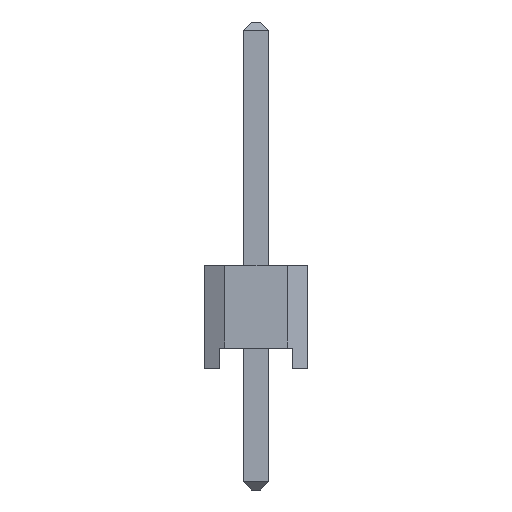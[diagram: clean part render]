
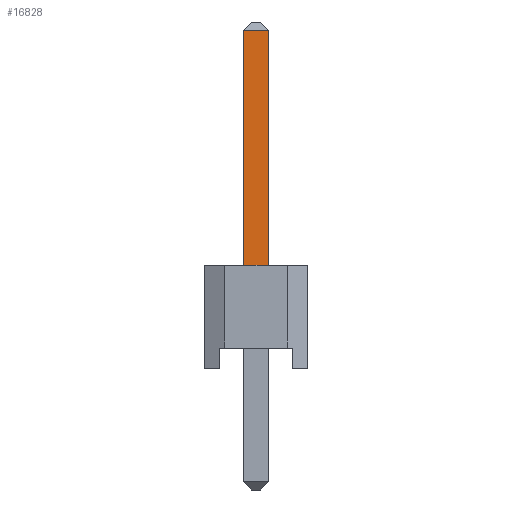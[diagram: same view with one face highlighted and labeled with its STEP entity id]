
A CAD part, left-side view. The second image highlights one B-rep face of the part: STEP entity #16828.
In plain terms, the highlighted planar face has unit normal (-1, 0, 0).
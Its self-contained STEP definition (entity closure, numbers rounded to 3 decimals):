
#2516=ORIENTED_EDGE('',*,*,#4269,.F.);
#2517=ORIENTED_EDGE('',*,*,#4694,.T.);
#2518=ORIENTED_EDGE('',*,*,#4693,.T.);
#2519=ORIENTED_EDGE('',*,*,#4695,.F.);
#4269=EDGE_CURVE('',#5713,#5710,#7015,.T.);
#4693=EDGE_CURVE('',#5947,#5948,#7439,.T.);
#4694=EDGE_CURVE('',#5713,#5947,#7440,.T.);
#4695=EDGE_CURVE('',#5710,#5948,#7441,.T.);
#5710=VERTEX_POINT('',#22518);
#5713=VERTEX_POINT('',#22523);
#5947=VERTEX_POINT('',#23385);
#5948=VERTEX_POINT('',#23389);
#7015=LINE('',#22524,#8701);
#7439=LINE('',#23396,#9125);
#7440=LINE('',#23398,#9126);
#7441=LINE('',#23399,#9127);
#8701=VECTOR('',#19095,1000.);
#9125=VECTOR('',#19943,1000.);
#9126=VECTOR('',#19946,1000.);
#9127=VECTOR('',#19947,1000.);
#10018=EDGE_LOOP('',(#2516,#2517,#2518,#2519));
#10742=FACE_BOUND('',#10018,.T.);
#11418=PLANE('',#17511);
#16828=ADVANCED_FACE('',(#10742),#11418,.F.);
#17511=AXIS2_PLACEMENT_3D('',#23397,#19944,#19945);
#19095=DIRECTION('',(0.,0.,-1.));
#19943=DIRECTION('',(0.,0.,-1.));
#19944=DIRECTION('',(1.,0.,0.));
#19945=DIRECTION('',(0.,1.,0.));
#19946=DIRECTION('',(0.,1.,0.));
#19947=DIRECTION('',(0.,1.,0.));
#22518=CARTESIAN_POINT('',(-29.53,1.27,-0.32));
#22523=CARTESIAN_POINT('',(-29.53,1.27,0.32));
#22524=CARTESIAN_POINT('',(-29.53,1.27,0.32));
#23385=CARTESIAN_POINT('',(-29.53,7.07,0.32));
#23389=CARTESIAN_POINT('',(-29.53,7.07,-0.32));
#23396=CARTESIAN_POINT('',(-29.53,7.07,-0.32));
#23397=CARTESIAN_POINT('',(-29.53,-4.27,-0.32));
#23398=CARTESIAN_POINT('',(-29.53,-4.27,0.32));
#23399=CARTESIAN_POINT('',(-29.53,-4.27,-0.32));
